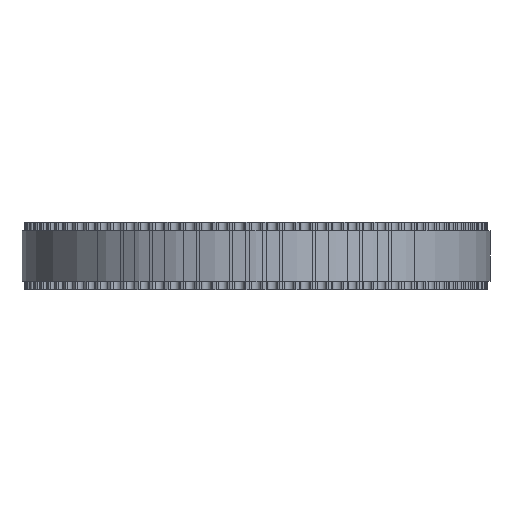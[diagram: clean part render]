
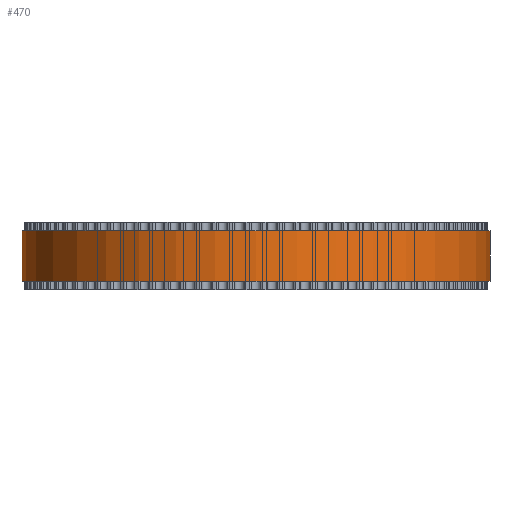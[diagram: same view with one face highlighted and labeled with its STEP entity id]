
A CAD part, front view. The second image highlights one B-rep face of the part: STEP entity #470.
In plain terms, the highlighted cylindrical face has radius 27.693 mm (diameter 55.386 mm), a full revolution.
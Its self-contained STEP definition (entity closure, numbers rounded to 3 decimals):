
#97=FACE_BOUND('',#1520,.T.);
#98=FACE_BOUND('',#1521,.T.);
#470=ADVANCED_FACE('',(#97,#98),#819,.T.);
#819=CYLINDRICAL_SURFACE('',#7799,27.693);
#1520=EDGE_LOOP('',(#4306));
#1521=EDGE_LOOP('',(#4307));
#4306=ORIENTED_EDGE('',*,*,#6050,.T.);
#4307=ORIENTED_EDGE('',*,*,#6051,.T.);
#5004=VERTEX_POINT('',#12340);
#5005=VERTEX_POINT('',#12342);
#6050=EDGE_CURVE('',#5004,#5004,#6748,.T.);
#6051=EDGE_CURVE('',#5005,#5005,#6749,.T.);
#6748=CIRCLE('',#7797,27.693);
#6749=CIRCLE('',#7798,27.693);
#7797=AXIS2_PLACEMENT_3D('',#12339,#10242,#10243);
#7798=AXIS2_PLACEMENT_3D('',#12341,#10244,#10245);
#7799=AXIS2_PLACEMENT_3D('',#12343,#10246,#10247);
#10242=DIRECTION('',(0.,0.,1.));
#10243=DIRECTION('',(1.,0.,0.));
#10244=DIRECTION('',(0.,0.,-1.));
#10245=DIRECTION('',(1.,0.,0.));
#10246=DIRECTION('',(0.,0.,1.));
#10247=DIRECTION('',(1.,0.,0.));
#12339=CARTESIAN_POINT('',(0.,0.,1.));
#12340=CARTESIAN_POINT('',(27.693,0.,1.));
#12341=CARTESIAN_POINT('',(0.,0.,7.));
#12342=CARTESIAN_POINT('',(27.693,0.,7.));
#12343=CARTESIAN_POINT('',(0.,0.,1.));
